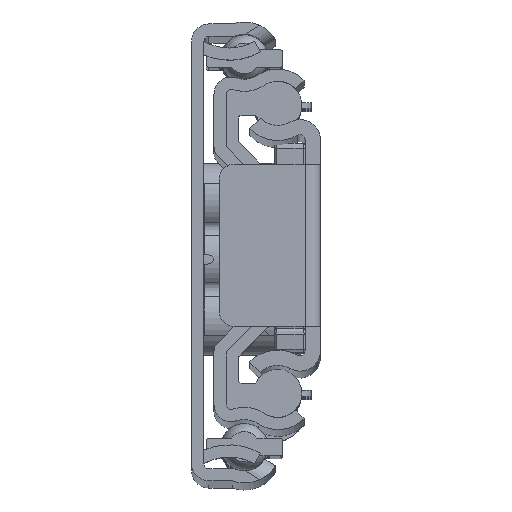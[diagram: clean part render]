
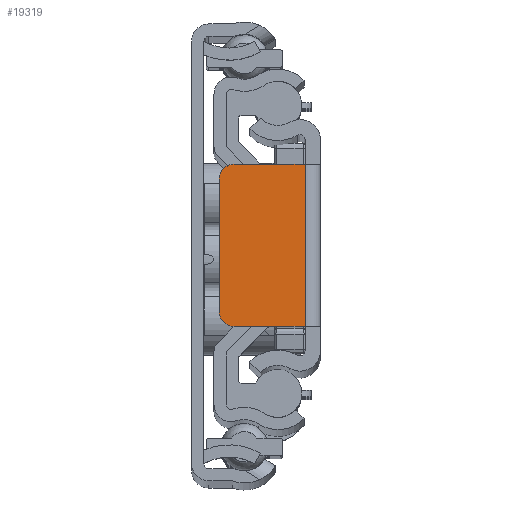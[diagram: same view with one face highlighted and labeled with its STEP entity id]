
A CAD part, top view. The second image highlights one B-rep face of the part: STEP entity #19319.
In plain terms, the highlighted planar face has unit normal (0, 0, 1).
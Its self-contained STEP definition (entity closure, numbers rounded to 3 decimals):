
#1872=FACE_OUTER_BOUND('',#2895,.T.);
#2895=EDGE_LOOP('',(#15140,#15141,#15142,#15143,#15144,#15145));
#3847=CIRCLE('',#20691,1.5);
#3850=CIRCLE('',#20696,1.5);
#5385=LINE('',#30138,#7087);
#5388=LINE('',#30145,#7090);
#5389=LINE('',#30149,#7091);
#5390=LINE('',#30150,#7092);
#7087=VECTOR('',#24316,10.);
#7090=VECTOR('',#24323,10.);
#7091=VECTOR('',#24326,10.);
#7092=VECTOR('',#24327,10.);
#8717=VERTEX_POINT('',#30128);
#8718=VERTEX_POINT('',#30129);
#8721=VERTEX_POINT('',#30137);
#8723=VERTEX_POINT('',#30144);
#8724=VERTEX_POINT('',#30146);
#8725=VERTEX_POINT('',#30148);
#11080=EDGE_CURVE('',#8717,#8718,#3847,.T.);
#11084=EDGE_CURVE('',#8718,#8721,#5385,.T.);
#11088=EDGE_CURVE('',#8717,#8723,#5388,.T.);
#11089=EDGE_CURVE('',#8724,#8723,#3850,.T.);
#11090=EDGE_CURVE('',#8725,#8724,#5389,.T.);
#11091=EDGE_CURVE('',#8721,#8725,#5390,.T.);
#15140=ORIENTED_EDGE('',*,*,#11080,.F.);
#15141=ORIENTED_EDGE('',*,*,#11088,.T.);
#15142=ORIENTED_EDGE('',*,*,#11089,.F.);
#15143=ORIENTED_EDGE('',*,*,#11090,.F.);
#15144=ORIENTED_EDGE('',*,*,#11091,.F.);
#15145=ORIENTED_EDGE('',*,*,#11084,.F.);
#18698=PLANE('',#20695);
#19319=ADVANCED_FACE('',(#1872),#18698,.T.);
#20691=AXIS2_PLACEMENT_3D('',#30130,#24308,#24309);
#20695=AXIS2_PLACEMENT_3D('',#30143,#24321,#24322);
#20696=AXIS2_PLACEMENT_3D('',#30147,#24324,#24325);
#24308=DIRECTION('center_axis',(0.,0.,
-1.));
#24309=DIRECTION('ref_axis',(-0.707,0.707,0.));
#24316=DIRECTION('',(1.,0.,0.));
#24321=DIRECTION('center_axis',(0.,0.,
1.));
#24322=DIRECTION('ref_axis',(1.,0.,0.));
#24323=DIRECTION('',(0.,-1.,0.));
#24324=DIRECTION('center_axis',(0.,0.,
-1.));
#24325=DIRECTION('ref_axis',(-0.707,-0.707,0.));
#24326=DIRECTION('',(-1.,0.,0.));
#24327=DIRECTION('',(0.,-1.,0.));
#30128=CARTESIAN_POINT('',(-2.5,6.5,506.));
#30129=CARTESIAN_POINT('',(-1.,8.,506.));
#30130=CARTESIAN_POINT('Origin',(-1.,6.5,506.));
#30137=CARTESIAN_POINT('',(6.,8.,506.));
#30138=CARTESIAN_POINT('',(6.,8.,506.));
#30143=CARTESIAN_POINT('Origin',(-2.5,0.,
506.));
#30144=CARTESIAN_POINT('',(-2.5,-6.5,506.));
#30145=CARTESIAN_POINT('',(-2.5,0.,506.));
#30146=CARTESIAN_POINT('',(-1.,-8.,506.));
#30147=CARTESIAN_POINT('Origin',(-1.,-6.5,506.));
#30148=CARTESIAN_POINT('',(6.,-8.,506.));
#30149=CARTESIAN_POINT('',(6.,-8.,506.));
#30150=CARTESIAN_POINT('',(6.,0.,506.));
